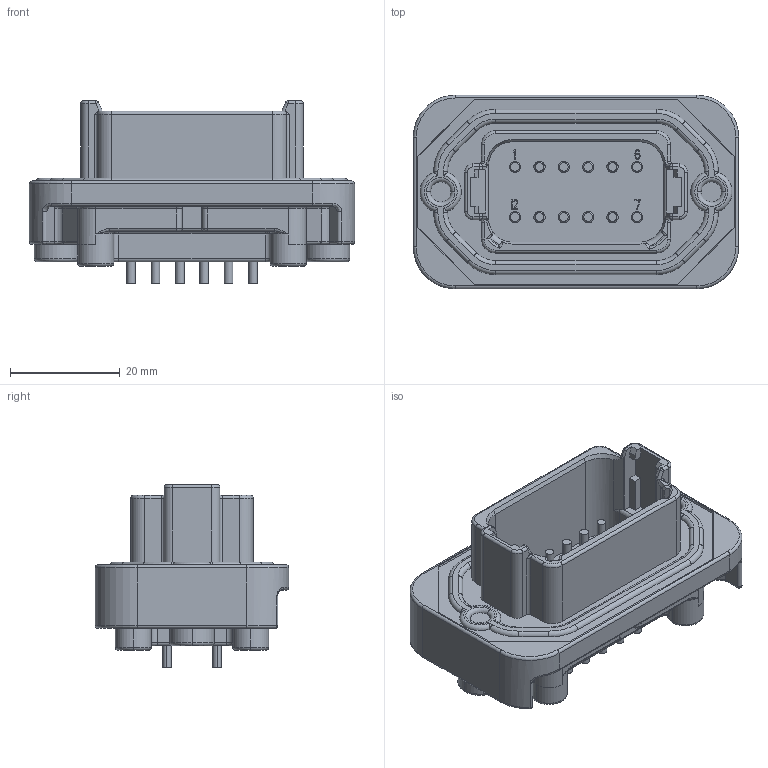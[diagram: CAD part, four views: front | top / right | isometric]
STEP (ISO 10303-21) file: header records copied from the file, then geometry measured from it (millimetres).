
FILE_DESCRIPTION((''),'2;1');
FILE_NAME('C-DT15-12PA','2019-11-08T04:09:21',('workeradm'),('TE Connectivity Ltd.'),'CREO PARAMETRIC BY PTC INC, 2019030','CREO PARAMETRIC BY PTC INC, 2019030','');
FILE_SCHEMA(('AUTOMOTIVE_DESIGN { 1 0 10303 214 1 1 1 1 }'));
Length unit declared in the file: millimetre
Products named in the file (1): C-DT15-12PA
Bounding box: 59.21 x 35.26 x 33.22 mm (x, y, z)
Volume: 22633.8 mm3; surface area: 11596.8 mm2
Topology: 1 solids, 1 shells, 683 faces, 1747 edges, 1111 vertices
Faces by surface type: plane 302, cylinder 219, torus 88, cone 54, bspline 14, sphere 6
Entity records: 22603 total; most frequent: CARTESIAN_POINT 5449, DIRECTION 3597, ORIENTED_EDGE 3494, EDGE_CURVE 1747, AXIS2_PLACEMENT_3D 1301, VERTEX_POINT 1111, VECTOR 995, LINE 995
